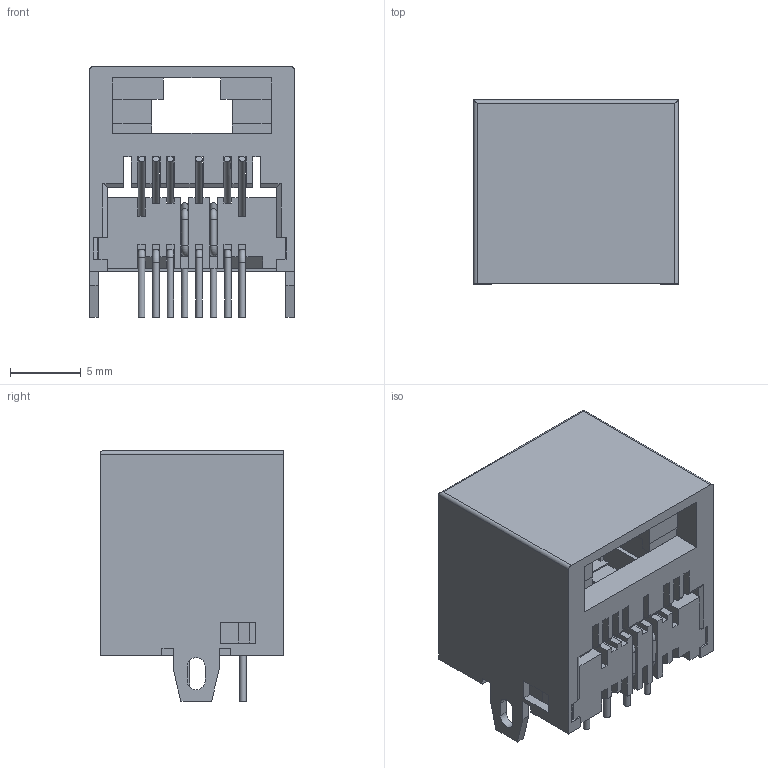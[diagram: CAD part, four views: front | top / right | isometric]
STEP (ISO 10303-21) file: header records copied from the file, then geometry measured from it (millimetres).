
FILE_DESCRIPTION(/* description */ ('Unknown'),/* implementation_level */ '2;1');
FILE_NAME(/* name */ 'J_Wurth_WR-MJ_615008160021',/* time_stamp */ '2025-07-02T16:22:26+08:00',/* author */ ('Unknown'),/* organization */ ('Unknown'),/* preprocessor_version */ 'ST-DEVELOPER v19.4',/* originating_system */ 'Solid Edge',/* authorisation */ 'Unknown');
FILE_SCHEMA (('AUTOMOTIVE_DESIGN {1 0 10303 214 3 1 1}'));
Length unit declared in the file: millimetre
Products named in the file (2): J_Wurth_WR-MJ_615008160021
Assembly tree (1 placements, depth 2):
  J_Wurth_WR-MJ_615008160021
    J_Wurth_WR-MJ_615008160021
Bounding box: 14.48 x 13 x 17.73 mm (x, y, z)
Volume: 1231.9 mm3; surface area: 2763.1 mm2
Topology: 10 solids, 10 shells, 407 faces, 1158 edges, 750 vertices
Faces by surface type: plane 325, cylinder 62, torus 20
Full cylindrical faces by diameter (mm): 0.46 x28
Entity records: 12899 total; most frequent: CARTESIAN_POINT 2269, ORIENTED_EDGE 2220, DIRECTION 2052, EDGE_CURVE 1110, LINE 986, VECTOR 986, VERTEX_POINT 750, AXIS2_PLACEMENT_3D 533
